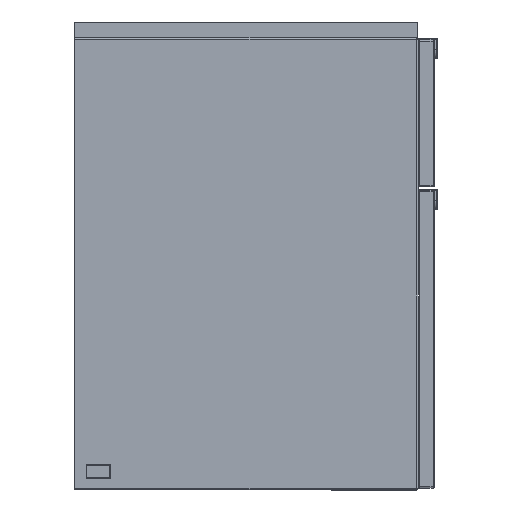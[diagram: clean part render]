
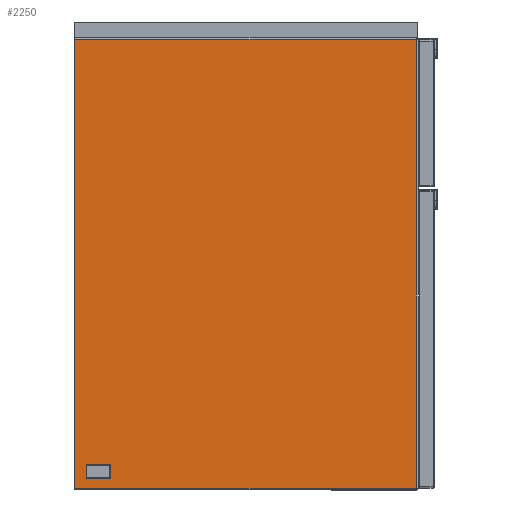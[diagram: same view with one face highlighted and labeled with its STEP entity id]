
A CAD part, left-side view. The second image highlights one B-rep face of the part: STEP entity #2250.
In plain terms, the highlighted planar face has unit normal (-1, 0, 0).
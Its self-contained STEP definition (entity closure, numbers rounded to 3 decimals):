
#1956=CARTESIAN_POINT('',(-3448.006,17351.773,568.));
#1957=VERTEX_POINT('',#1956);
#1965=CARTESIAN_POINT('',(-3448.006,16920.773,568.));
#1966=VERTEX_POINT('',#1965);
#1967=CARTESIAN_POINT('',(-3448.006,17351.773,568.));
#1968=DIRECTION('',(0.0,-1.0,0.0));
#1969=VECTOR('',#1968,431.0);
#1970=LINE('',#1967,#1969);
#1971=EDGE_CURVE('',#1957,#1966,#1970,.T.);
#2005=CARTESIAN_POINT('',(-3448.006,16920.773,2.));
#2006=VERTEX_POINT('',#2005);
#2007=CARTESIAN_POINT('',(-3448.006,16920.773,568.));
#2008=DIRECTION('',(0.0,0.0,-1.0));
#2009=VECTOR('',#2008,566.0);
#2010=LINE('',#2007,#2009);
#2011=EDGE_CURVE('',#1966,#2006,#2010,.T.);
#2053=CARTESIAN_POINT('',(-3448.006,17351.773,2.));
#2054=VERTEX_POINT('',#2053);
#2079=CARTESIAN_POINT('',(-3448.006,16920.773,2.));
#2080=DIRECTION('',(0.0,1.0,0.0));
#2081=VECTOR('',#2080,431.0);
#2082=LINE('',#2079,#2081);
#2083=EDGE_CURVE('',#2006,#2054,#2082,.T.);
#2234=CARTESIAN_POINT('',(-3448.006,17135.273,285.));
#2235=DIRECTION('',(1.0,0.0,0.0));
#2236=DIRECTION('',(0.0,-1.0,0.0));
#2237=AXIS2_PLACEMENT_3D('',#2234,#2235,#2236);
#2238=PLANE('',#2237);
#2239=ORIENTED_EDGE('',*,*,#1971,.F.);
#2240=CARTESIAN_POINT('',(-3448.006,17351.773,2.));
#2241=DIRECTION('',(0.0,0.0,1.0));
#2242=VECTOR('',#2241,566.);
#2243=LINE('',#2240,#2242);
#2244=EDGE_CURVE('',#2054,#1957,#2243,.T.);
#2245=ORIENTED_EDGE('',*,*,#2244,.F.);
#2246=ORIENTED_EDGE('',*,*,#2083,.F.);
#2247=ORIENTED_EDGE('',*,*,#2011,.F.);
#2248=EDGE_LOOP('',(#2239,#2245,#2246,#2247));
#2249=FACE_OUTER_BOUND('',#2248,.T.);
#2250=ADVANCED_FACE('',(#2249),#2238,.F.);
